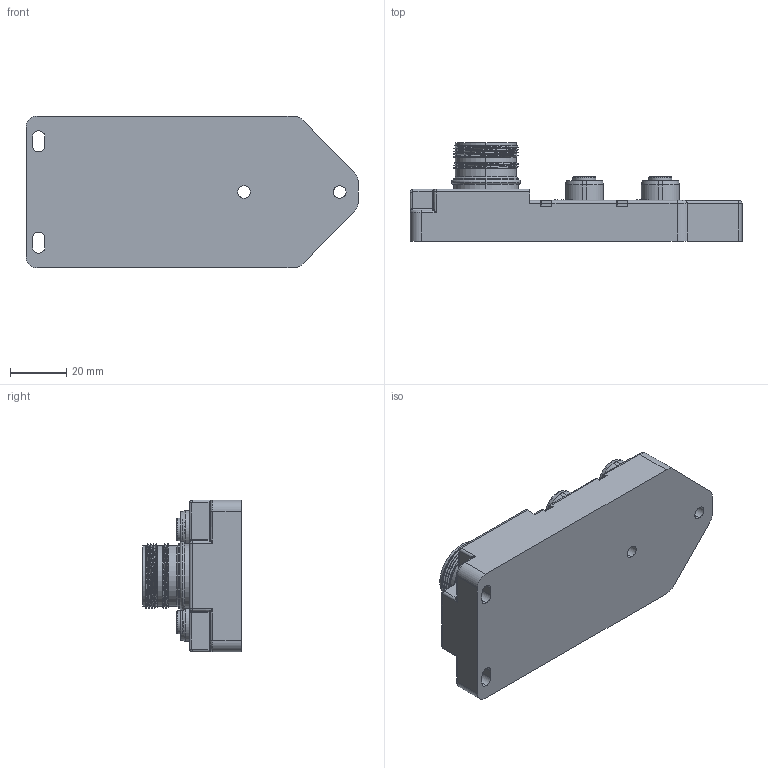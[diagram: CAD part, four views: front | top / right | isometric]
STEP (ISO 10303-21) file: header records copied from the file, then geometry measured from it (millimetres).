
FILE_DESCRIPTION((''),'2;1');
FILE_NAME('242901_SM01_ASM','2024-07-08T09:28:28',('banengservice'),('BANNER ENGINEERING'),'CREO PARAMETRIC BY PTC INC, 2022414','CREO PARAMETRIC BY PTC INC, 2022414','');
FILE_SCHEMA(('CONFIG_CONTROL_DESIGN'));
Products named in the file (2): 242901_EP01; 242901_SM01_ASM
Assembly tree (1 placements, depth 2):
  242901_SM01_ASM
    242901_EP01
Bounding box: 118 x 35.1 x 54 mm (x, y, z)
Surface area: 26411.9 mm2 (no closed solid volume)
Topology: 0 solids, 49 shells, 1331 faces, 5416 edges, 3903 vertices
Faces by surface type: plane 642, cylinder 386, torus 110, cone 83, sphere 55, bspline 46, extrusion 9
Entity records: 67438 total; most frequent: CARTESIAN_POINT 23802, ORIENTED_EDGE 8794, DIRECTION 8559, EDGE_CURVE 5368, VERTEX_POINT 3903, VECTOR 3353, LINE 3344, AXIS2_PLACEMENT_3D 2603
